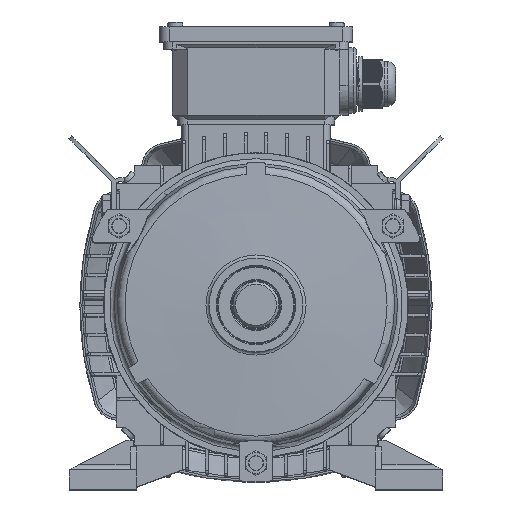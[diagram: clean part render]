
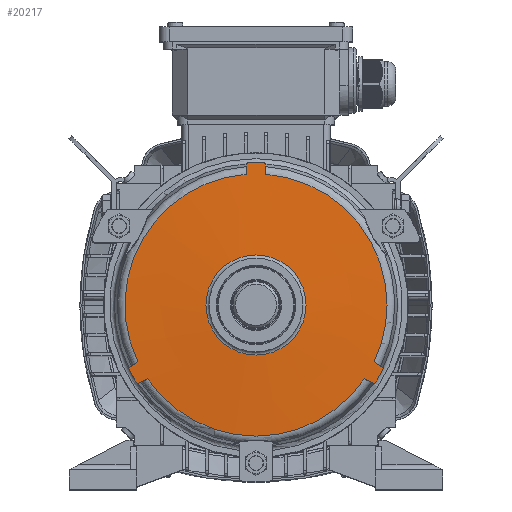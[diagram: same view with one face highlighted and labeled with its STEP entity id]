
A CAD part, top view. The second image highlights one B-rep face of the part: STEP entity #20217.
In plain terms, the highlighted conical face has half-angle 87 degrees and reference radius 30.395 mm.
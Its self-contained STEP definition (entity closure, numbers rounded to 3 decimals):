
#2228=CONICAL_SURFACE('',#102364,30.395,87.);
#3516=B_SPLINE_CURVE_WITH_KNOTS('',3,(#155104,#155105,#155106,#155107),
 .UNSPECIFIED.,.F.,.F.,(4,4),(0.,1.),.UNSPECIFIED.);
#3517=B_SPLINE_CURVE_WITH_KNOTS('',3,(#155111,#155112,#155113,#155114),
 .UNSPECIFIED.,.F.,.F.,(4,4),(0.,1.),.UNSPECIFIED.);
#3518=B_SPLINE_CURVE_WITH_KNOTS('',3,(#155118,#155119,#155120,#155121),
 .UNSPECIFIED.,.F.,.F.,(4,4),(0.,1.),.UNSPECIFIED.);
#3519=B_SPLINE_CURVE_WITH_KNOTS('',3,(#155125,#155126,#155127,#155128),
 .UNSPECIFIED.,.F.,.F.,(4,4),(0.,1.),.UNSPECIFIED.);
#3520=B_SPLINE_CURVE_WITH_KNOTS('',3,(#155129,#155130,#155131,#155132),
 .UNSPECIFIED.,.F.,.F.,(4,4),(0.,1.),.UNSPECIFIED.);
#3521=B_SPLINE_CURVE_WITH_KNOTS('',3,(#155136,#155137,#155138,#155139),
 .UNSPECIFIED.,.F.,.F.,(4,4),(0.,1.),.UNSPECIFIED.);
#15483=FACE_BOUND('',#32096,.T.);
#15484=FACE_BOUND('',#32097,.T.);
#20217=ADVANCED_FACE('',(#15483,#15484),#2228,.T.);
#32096=EDGE_LOOP('',(#51227,#51228,#51229,#51230,#51231,#51232,#51233,#51234,
#51235,#51236,#51237,#51238));
#32097=EDGE_LOOP('',(#51239));
#36328=CIRCLE('',#102240,79.625);
#36330=CIRCLE('',#102243,79.625);
#36408=CIRCLE('',#102358,30.395);
#36409=CIRCLE('',#102360,86.5);
#36410=CIRCLE('',#102361,79.625);
#36411=CIRCLE('',#102362,86.5);
#36412=CIRCLE('',#102363,86.5);
#51227=ORIENTED_EDGE('',*,*,#78305,.F.);
#51228=ORIENTED_EDGE('',*,*,#78476,.F.);
#51229=ORIENTED_EDGE('',*,*,#78477,.T.);
#51230=ORIENTED_EDGE('',*,*,#78478,.T.);
#51231=ORIENTED_EDGE('',*,*,#78479,.F.);
#51232=ORIENTED_EDGE('',*,*,#78480,.F.);
#51233=ORIENTED_EDGE('',*,*,#78481,.T.);
#51234=ORIENTED_EDGE('',*,*,#78482,.T.);
#51235=ORIENTED_EDGE('',*,*,#78300,.F.);
#51236=ORIENTED_EDGE('',*,*,#78483,.F.);
#51237=ORIENTED_EDGE('',*,*,#78484,.T.);
#51238=ORIENTED_EDGE('',*,*,#78485,.T.);
#51239=ORIENTED_EDGE('',*,*,#78475,.T.);
#67790=VERTEX_POINT('',#154156);
#67791=VERTEX_POINT('',#154158);
#67794=VERTEX_POINT('',#154189);
#67795=VERTEX_POINT('',#154191);
#67924=VERTEX_POINT('',#155102);
#67925=VERTEX_POINT('',#155108);
#67926=VERTEX_POINT('',#155110);
#67927=VERTEX_POINT('',#155115);
#67928=VERTEX_POINT('',#155117);
#67929=VERTEX_POINT('',#155122);
#67930=VERTEX_POINT('',#155124);
#67931=VERTEX_POINT('',#155133);
#67932=VERTEX_POINT('',#155135);
#78300=EDGE_CURVE('',#67790,#67791,#36328,.T.);
#78305=EDGE_CURVE('',#67794,#67795,#36330,.T.);
#78475=EDGE_CURVE('',#67924,#67924,#36408,.T.);
#78476=EDGE_CURVE('',#67925,#67794,#3516,.T.);
#78477=EDGE_CURVE('',#67925,#67926,#36409,.T.);
#78478=EDGE_CURVE('',#67926,#67927,#3517,.T.);
#78479=EDGE_CURVE('',#67928,#67927,#36410,.T.);
#78480=EDGE_CURVE('',#67929,#67928,#3518,.T.);
#78481=EDGE_CURVE('',#67929,#67930,#36411,.T.);
#78482=EDGE_CURVE('',#67930,#67791,#3519,.T.);
#78483=EDGE_CURVE('',#67931,#67790,#3520,.T.);
#78484=EDGE_CURVE('',#67931,#67932,#36412,.T.);
#78485=EDGE_CURVE('',#67932,#67795,#3521,.T.);
#102240=AXIS2_PLACEMENT_3D('',#154157,#117822,#117823);
#102243=AXIS2_PLACEMENT_3D('',#154190,#117828,#117829);
#102358=AXIS2_PLACEMENT_3D('',#155101,#118078,#118079);
#102360=AXIS2_PLACEMENT_3D('',#155109,#118082,#118083);
#102361=AXIS2_PLACEMENT_3D('',#155116,#118084,#118085);
#102362=AXIS2_PLACEMENT_3D('',#155123,#118086,#118087);
#102363=AXIS2_PLACEMENT_3D('',#155134,#118088,#118089);
#102364=AXIS2_PLACEMENT_3D('',#155140,#118090,#118091);
#117822=DIRECTION('',(0.,0.,-1.));
#117823=DIRECTION('',(1.,0.,0.));
#117828=DIRECTION('',(0.,0.,-1.));
#117829=DIRECTION('',(1.,0.,0.));
#118078=DIRECTION('',(0.,0.,-1.));
#118079=DIRECTION('',(1.,0.,0.));
#118082=DIRECTION('',(0.,0.,1.));
#118083=DIRECTION('',(-0.5,-0.866,0.));
#118084=DIRECTION('',(0.,0.,-1.));
#118085=DIRECTION('',(1.,0.,0.));
#118086=DIRECTION('',(0.,0.,1.));
#118087=DIRECTION('',(1.,0.,0.));
#118088=DIRECTION('',(0.,0.,1.));
#118089=DIRECTION('',(-0.5,0.866,0.));
#118090=DIRECTION('',(0.,0.,-1.));
#118091=DIRECTION('',(1.,0.,0.));
#154156=CARTESIAN_POINT('',(-71.761,-34.503,236.321));
#154157=CARTESIAN_POINT('',(0.,0.,236.321));
#154158=CARTESIAN_POINT('',(-6.,79.399,236.321));
#154189=CARTESIAN_POINT('',(65.761,-44.896,236.321));
#154190=CARTESIAN_POINT('',(0.,0.,236.321));
#154191=CARTESIAN_POINT('',(-65.761,-44.896,236.321));
#155101=CARTESIAN_POINT('',(0.,0.,238.901));
#155102=CARTESIAN_POINT('',(30.395,0.,238.901));
#155104=CARTESIAN_POINT('',(72.083,-47.815,235.96));
#155105=CARTESIAN_POINT('',(69.976,-46.842,236.081));
#155106=CARTESIAN_POINT('',(67.869,-45.869,236.201));
#155107=CARTESIAN_POINT('',(65.761,-44.896,236.321));
#155108=CARTESIAN_POINT('',(72.083,-47.815,235.96));
#155109=CARTESIAN_POINT('',(0.,0.,235.96));
#155110=CARTESIAN_POINT('',(77.451,-38.518,235.96));
#155111=CARTESIAN_POINT('',(77.451,-38.518,235.96));
#155112=CARTESIAN_POINT('',(75.554,-37.18,236.081));
#155113=CARTESIAN_POINT('',(73.658,-35.842,236.201));
#155114=CARTESIAN_POINT('',(71.761,-34.503,236.321));
#155115=CARTESIAN_POINT('',(71.761,-34.503,236.321));
#155116=CARTESIAN_POINT('',(0.,0.,236.321));
#155117=CARTESIAN_POINT('',(6.,79.399,236.321));
#155118=CARTESIAN_POINT('',(5.367,86.333,235.96));
#155119=CARTESIAN_POINT('',(5.578,84.022,236.081));
#155120=CARTESIAN_POINT('',(5.789,81.71,236.201));
#155121=CARTESIAN_POINT('',(6.,79.399,236.321));
#155122=CARTESIAN_POINT('',(5.367,86.333,235.96));
#155123=CARTESIAN_POINT('',(0.,0.,235.96));
#155124=CARTESIAN_POINT('',(-5.367,86.333,235.96));
#155125=CARTESIAN_POINT('',(-5.367,86.333,235.96));
#155126=CARTESIAN_POINT('',(-5.578,84.022,236.081));
#155127=CARTESIAN_POINT('',(-5.789,81.71,236.201));
#155128=CARTESIAN_POINT('',(-6.,79.399,236.321));
#155129=CARTESIAN_POINT('',(-77.451,-38.518,235.96));
#155130=CARTESIAN_POINT('',(-75.554,-37.18,236.081));
#155131=CARTESIAN_POINT('',(-73.658,-35.842,236.201));
#155132=CARTESIAN_POINT('',(-71.761,-34.503,236.321));
#155133=CARTESIAN_POINT('',(-77.451,-38.518,235.96));
#155134=CARTESIAN_POINT('',(0.,0.,235.96));
#155135=CARTESIAN_POINT('',(-72.083,-47.815,235.96));
#155136=CARTESIAN_POINT('',(-72.083,-47.815,235.96));
#155137=CARTESIAN_POINT('',(-69.976,-46.842,236.081));
#155138=CARTESIAN_POINT('',(-67.869,-45.869,236.201));
#155139=CARTESIAN_POINT('',(-65.761,-44.896,236.321));
#155140=CARTESIAN_POINT('',(0.,0.,238.901));
